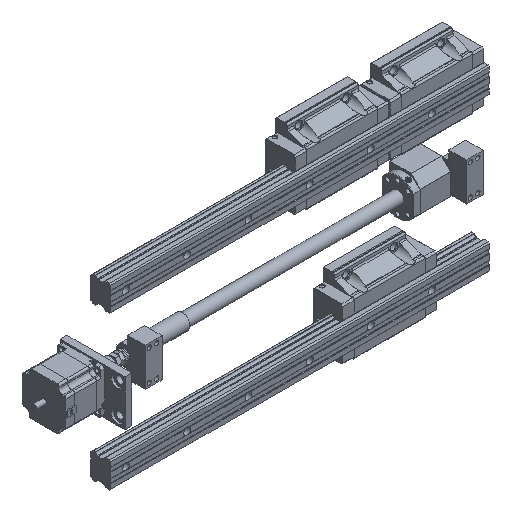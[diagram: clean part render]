
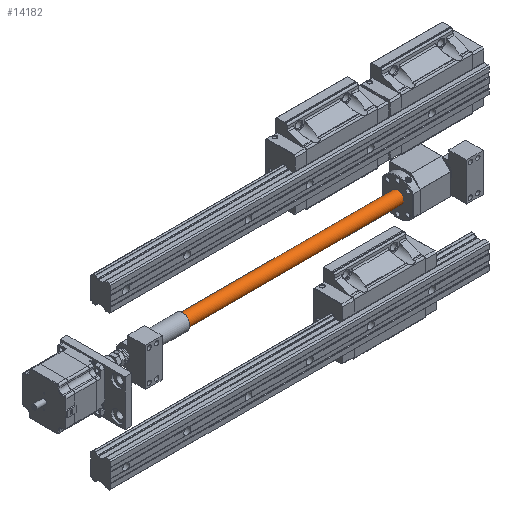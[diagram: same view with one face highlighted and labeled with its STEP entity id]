
A CAD part, isometric view. The second image highlights one B-rep face of the part: STEP entity #14182.
In plain terms, the highlighted cylindrical face has radius 8 mm (diameter 16 mm), a full revolution.
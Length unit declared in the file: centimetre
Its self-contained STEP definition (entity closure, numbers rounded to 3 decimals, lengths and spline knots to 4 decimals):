
#3616=FACE_BOUND('',#4701,.T.);
#3883=FACE_OUTER_BOUND('',#4700,.T.);
#4700=EDGE_LOOP('',(#10548));
#4701=EDGE_LOOP('',(#10549));
#5634=CIRCLE('',#15066,0.8);
#5635=CIRCLE('',#15067,0.8);
#6488=VERTEX_POINT('',#39119);
#6489=VERTEX_POINT('',#39121);
#8136=EDGE_CURVE('',#6488,#6488,#5634,.T.);
#8137=EDGE_CURVE('',#6489,#6489,#5635,.T.);
#10548=ORIENTED_EDGE('',*,*,#8136,.F.);
#10549=ORIENTED_EDGE('',*,*,#8137,.F.);
#13854=CYLINDRICAL_SURFACE('',#15065,0.8);
#14182=ADVANCED_FACE('',(#3883,#3616),#13854,.T.);
#15065=AXIS2_PLACEMENT_3D('',#39118,#16875,#16876);
#15066=AXIS2_PLACEMENT_3D('',#39120,#16877,#16878);
#15067=AXIS2_PLACEMENT_3D('',#39122,#16879,#16880);
#16875=DIRECTION('center_axis',(1.,0.,0.));
#16876=DIRECTION('ref_axis',(0.,1.,0.));
#16877=DIRECTION('center_axis',(-1.,0.,0.));
#16878=DIRECTION('ref_axis',(0.,1.,0.));
#16879=DIRECTION('center_axis',(1.,0.,0.));
#16880=DIRECTION('ref_axis',(0.,1.,0.));
#39118=CARTESIAN_POINT('Origin',(17.6902,2.,7.5902));
#39119=CARTESIAN_POINT('',(0.1902,2.8,7.5902));
#39120=CARTESIAN_POINT('Origin',(0.1902,2.,7.5902));
#39121=CARTESIAN_POINT('',(35.1902,2.8,7.5902));
#39122=CARTESIAN_POINT('Origin',(35.1902,2.,7.5902));
